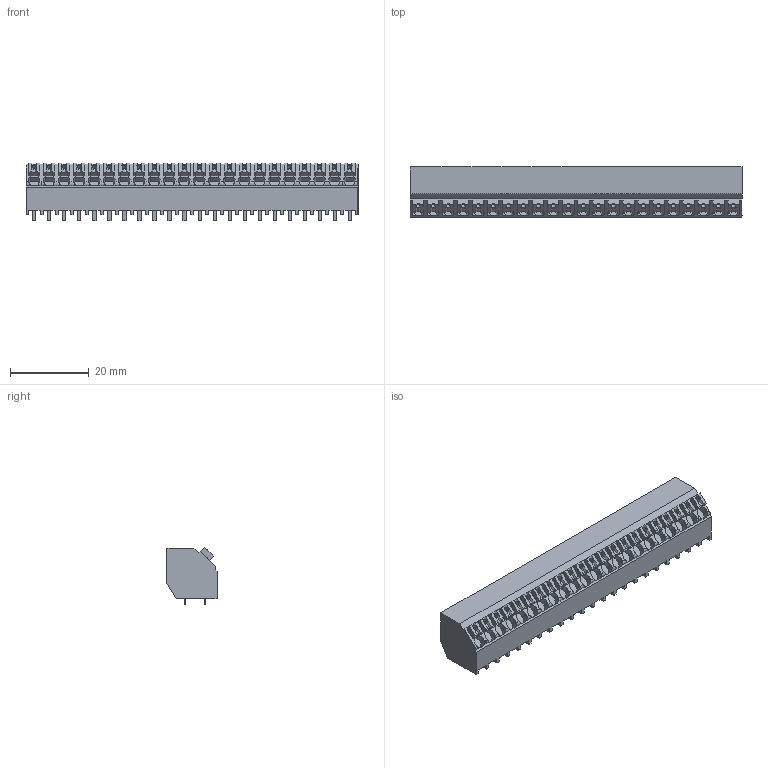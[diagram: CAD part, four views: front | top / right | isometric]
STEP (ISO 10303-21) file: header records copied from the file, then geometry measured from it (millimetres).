
FILE_DESCRIPTION(('CATIA V5 STEP Exchange','CAx-IF Rec.Pracs.--- Model Styling and Organization---1.2---2011-12-15'),'2;1');
FILE_NAME ('D1458497_0_1885620000_1885620000.stp','2018-03-20T11:21:46+00:00',('none'),('Weidmueller'),'CATIA Version 5-6 Release 2014','CATIA V5 STEP AP214','none');
FILE_SCHEMA(('AUTOMOTIVE_DESIGN { 1 0 10303 214 1 1 1 1 }'));
Length unit declared in the file: millimetre
Products named in the file (1): 1885620000
Bounding box: 84.21 x 12.7 x 14.66 mm (x, y, z)
Volume: 9623.7 mm3; surface area: 8639 mm2
Topology: 67 solids, 67 shells, 1335 faces, 3847 edges, 2646 vertices
Faces by surface type: plane 1221, cylinder 114
Entity records: 39990 total; most frequent: CARTESIAN_POINT 7920, ORIENTED_EDGE 7694, DIRECTION 4851, EDGE_CURVE 3847, VECTOR 3402, LINE 3402, VERTEX_POINT 2646, EDGE_LOOP 1379
